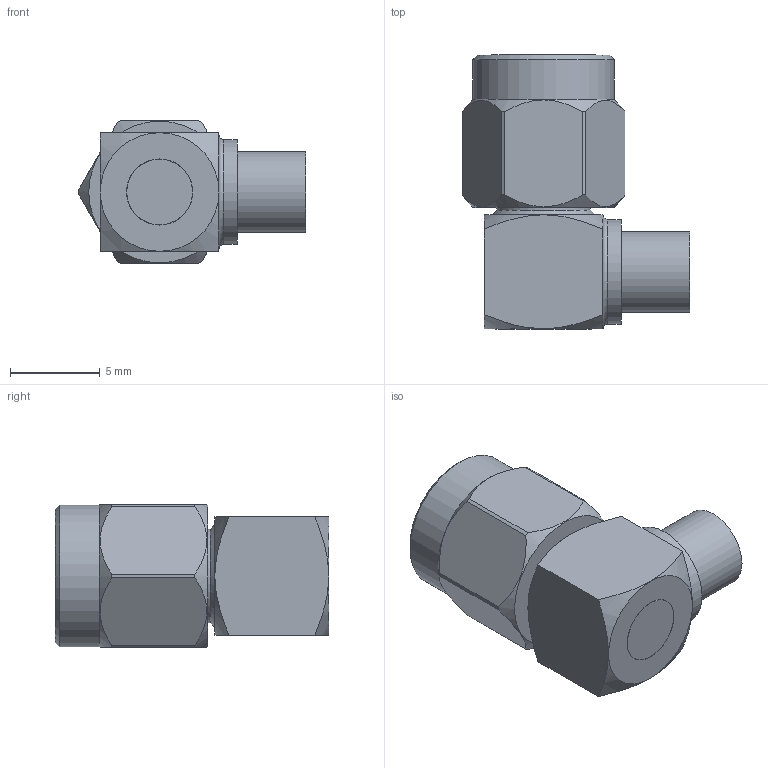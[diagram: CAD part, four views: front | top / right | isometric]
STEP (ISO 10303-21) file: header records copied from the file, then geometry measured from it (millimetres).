
FILE_DESCRIPTION (( 'STEP AP203' ), '1' );
FILE_NAME ('PE44693_3D.STEP', '2021-01-26T01:39:44', ( '' ), ( '' ), 'SwSTEP 2.0', 'SolidWorks 2018', '' );
FILE_SCHEMA (( 'CONFIG_CONTROL_DESIGN' ));
Length unit declared in the file: inch
Products named in the file (1): PE44693_3D
Bounding box: 12.65 x 15.24 x 7.94 mm (x, y, z)
Volume: 676.3 mm3; surface area: 859.7 mm2
Topology: 2 solids, 2 shells, 187 faces, 504 edges, 331 vertices
Faces by surface type: plane 144, cylinder 22, cone 16, bspline 3, torus 2
Full cylindrical faces by diameter (mm): 0.914 x1, 3.48 x1, 3.658 x1, 3.683 x1, 4.496 x1, 4.572 x1, 5.207 x1, 5.829 x1, 6.35 x6, 7.88 x1
Entity records: 6786 total; most frequent: CARTESIAN_POINT 2323, ORIENTED_EDGE 926, DIRECTION 832, EDGE_CURVE 463, VECTOR 376, LINE 376, VERTEX_POINT 315, AXIS2_PLACEMENT_3D 228
